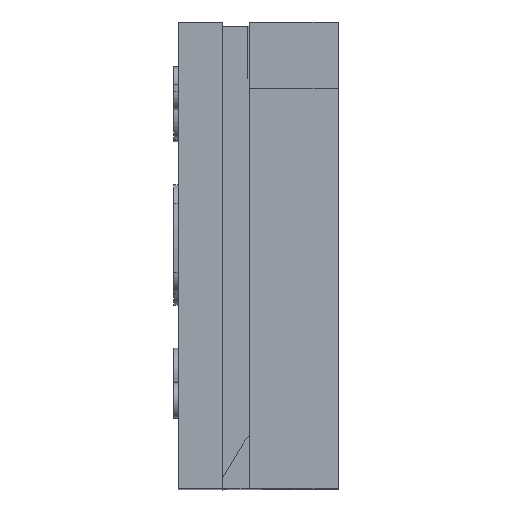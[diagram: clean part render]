
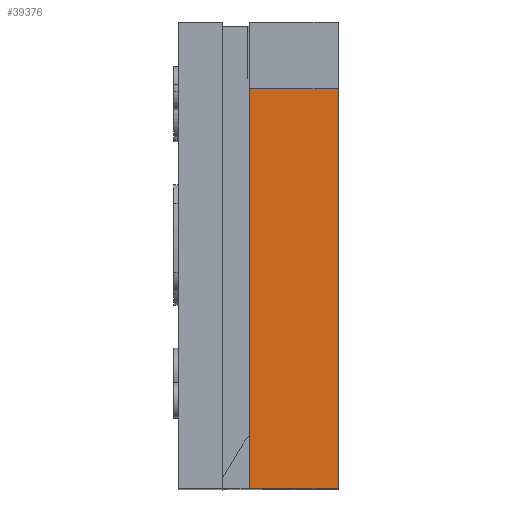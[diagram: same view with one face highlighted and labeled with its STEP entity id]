
A CAD part, top view. The second image highlights one B-rep face of the part: STEP entity #39376.
In plain terms, the highlighted face is planar.
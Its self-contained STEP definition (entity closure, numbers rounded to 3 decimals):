
#3135 = CARTESIAN_POINT ( 'NONE',  ( 0., 0., -20. ) ) ;
#16234 = DIRECTION ( 'NONE',  ( 0., 0., 1. ) ) ;
#16235 = VECTOR ( 'NONE', #16234, 1000. ) ;
#16236 = CARTESIAN_POINT ( 'NONE',  ( 0., 90., -27. ) ) ;
#16237 = LINE ( 'NONE', #16236, #16235 ) ;
#16264 = CARTESIAN_POINT ( 'NONE',  ( 0., 90., 0. ) ) ;
#16324 = CARTESIAN_POINT ( 'NONE',  ( 0., 90., -20. ) ) ;
#16427 = VECTOR ( 'NONE', #16442, 1000. ) ;
#16437 = CARTESIAN_POINT ( 'NONE',  ( 0., 0., 0. ) ) ;
#16438 = LINE ( 'NONE', #16437, #16427 ) ;
#16442 = DIRECTION ( 'NONE',  ( 0., -1., 0. ) ) ;
#16468 = DIRECTION ( 'NONE',  ( 0., 0., 1. ) ) ;
#16469 = DIRECTION ( 'NONE',  ( -1., 0., 0. ) ) ;
#16470 = CARTESIAN_POINT ( 'NONE',  ( 0., 0., -27. ) ) ;
#16477 = DIRECTION ( 'NONE',  ( 0., 1., 0. ) ) ;
#16478 = VECTOR ( 'NONE', #16477, 1000. ) ;
#16479 = CARTESIAN_POINT ( 'NONE',  ( 0., 0., -20. ) ) ;
#16480 = AXIS2_PLACEMENT_3D ( 'NONE', #16470, #16469, #16468 ) ;
#16482 = FACE_OUTER_BOUND ( 'NONE', #39390, .T. ) ;
#16483 = LINE ( 'NONE', #16479, #16478 ) ;
#16484 = PLANE ( 'NONE',  #16480 ) ;
#18547 = CARTESIAN_POINT ( 'NONE',  ( 0., 0., 0. ) ) ;
#21894 = VERTEX_POINT ( 'NONE', #3135 ) ;
#39250 = EDGE_CURVE ( 'NONE', #39280, #39263, #16237, .T. ) ;
#39263 = VERTEX_POINT ( 'NONE', #16264 ) ;
#39280 = VERTEX_POINT ( 'NONE', #16324 ) ;
#39364 = EDGE_CURVE ( 'NONE', #39263, #41350, #16438, .T. ) ;
#39371 = ORIENTED_EDGE ( 'NONE', *, *, #43348, .T. ) ;
#39373 = EDGE_CURVE ( 'NONE', #21894, #39280, #16483, .T. ) ;
#39376 = ADVANCED_FACE ( 'NONE', ( #16482 ), #16484, .T. ) ;
#39380 = ORIENTED_EDGE ( 'NONE', *, *, #39373, .F. ) ;
#39384 = ORIENTED_EDGE ( 'NONE', *, *, #39364, .F. ) ;
#39385 = ORIENTED_EDGE ( 'NONE', *, *, #39250, .F. ) ;
#39390 = EDGE_LOOP ( 'NONE', ( #39385, #39380, #39371, #39384 ) ) ;
#41350 = VERTEX_POINT ( 'NONE', #18547 ) ;
#43348 = EDGE_CURVE ( 'NONE', #21894, #41350, #45401, .T. ) ;
#45401 = LINE ( 'NONE', #45452, #45451 ) ;
#45450 = DIRECTION ( 'NONE',  ( 0., 0., 1. ) ) ;
#45451 = VECTOR ( 'NONE', #45450, 1000. ) ;
#45452 = CARTESIAN_POINT ( 'NONE',  ( 0., 0., -27. ) ) ;
